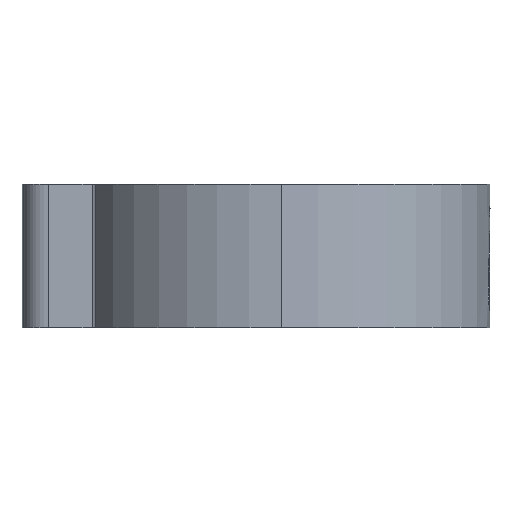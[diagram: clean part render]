
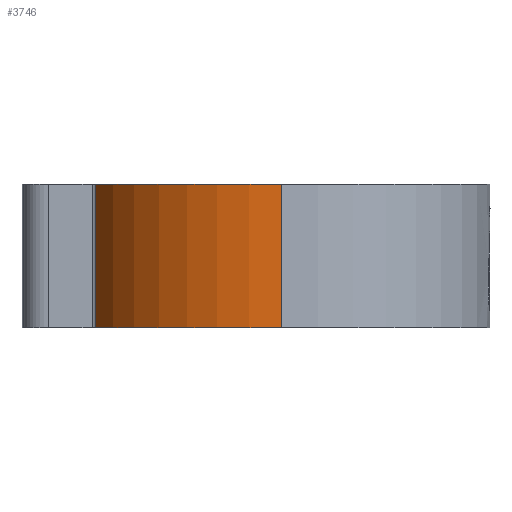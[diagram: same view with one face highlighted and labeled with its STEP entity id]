
A CAD part, left-side view. The second image highlights one B-rep face of the part: STEP entity #3746.
In plain terms, the highlighted cylindrical face has radius 10.15 mm (diameter 20.3 mm), a partial arc.
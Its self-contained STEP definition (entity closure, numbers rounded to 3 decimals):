
#55 = FACE_OUTER_BOUND ( 'NONE', #2252, .T. ) ;
#143 = CARTESIAN_POINT ( 'NONE',  ( 0., 0., -3.5 ) ) ;
#376 = EDGE_CURVE ( 'NONE', #1016, #2622, #3501, .T. ) ;
#771 = AXIS2_PLACEMENT_3D ( 'NONE', #3071, #4708, #5015 ) ;
#1016 = VERTEX_POINT ( 'NONE', #4040 ) ;
#1082 = ORIENTED_EDGE ( 'NONE', *, *, #2003, .F. ) ;
#1288 = CARTESIAN_POINT ( 'NONE',  ( -4.609, 9.043, -3.5 ) ) ;
#1292 = AXIS2_PLACEMENT_3D ( 'NONE', #143, #4975, #1758 ) ;
#1437 = DIRECTION ( 'NONE',  ( 0., 0., -1. ) ) ;
#1723 = DIRECTION ( 'NONE',  ( 0., 0., -1. ) ) ;
#1758 = DIRECTION ( 'NONE',  ( 1., 0., 0. ) ) ;
#1918 = VERTEX_POINT ( 'NONE', #4239 ) ;
#1961 = ORIENTED_EDGE ( 'NONE', *, *, #2697, .T. ) ;
#2003 = EDGE_CURVE ( 'NONE', #3539, #1918, #5207, .T. ) ;
#2198 = VECTOR ( 'NONE', #1437, 1000. ) ;
#2252 = EDGE_LOOP ( 'NONE', ( #1082, #3583, #2649, #1961 ) ) ;
#2622 = VERTEX_POINT ( 'NONE', #1288 ) ;
#2649 = ORIENTED_EDGE ( 'NONE', *, *, #376, .T. ) ;
#2697 = EDGE_CURVE ( 'NONE', #2622, #1918, #4719, .T. ) ;
#3071 = CARTESIAN_POINT ( 'NONE',  ( 0., 0., 3.5 ) ) ;
#3098 = CARTESIAN_POINT ( 'NONE',  ( -4.609, 9.043, 3.5 ) ) ;
#3112 = VECTOR ( 'NONE', #1723, 1000. ) ;
#3203 = CARTESIAN_POINT ( 'NONE',  ( -10.15, 0., 3.5 ) ) ;
#3261 = CYLINDRICAL_SURFACE ( 'NONE', #4293, 10.15 ) ;
#3501 = LINE ( 'NONE', #3098, #2198 ) ;
#3539 = VERTEX_POINT ( 'NONE', #4038 ) ;
#3582 = DIRECTION ( 'NONE',  ( 0., 0., -1. ) ) ;
#3583 = ORIENTED_EDGE ( 'NONE', *, *, #3912, .F. ) ;
#3746 = ADVANCED_FACE ( 'NONE', ( #55 ), #3261, .T. ) ;
#3870 = CIRCLE ( 'NONE', #771, 10.15 ) ;
#3912 = EDGE_CURVE ( 'NONE', #1016, #3539, #3870, .T. ) ;
#3982 = CARTESIAN_POINT ( 'NONE',  ( 0., 0., 3.5 ) ) ;
#4038 = CARTESIAN_POINT ( 'NONE',  ( -10.15, 0., 3.5 ) ) ;
#4040 = CARTESIAN_POINT ( 'NONE',  ( -4.609, 9.043, 3.5 ) ) ;
#4239 = CARTESIAN_POINT ( 'NONE',  ( -10.15, 0., -3.5 ) ) ;
#4293 = AXIS2_PLACEMENT_3D ( 'NONE', #3982, #3582, #4865 ) ;
#4708 = DIRECTION ( 'NONE',  ( 0., 0., 1. ) ) ;
#4719 = CIRCLE ( 'NONE', #1292, 10.15 ) ;
#4865 = DIRECTION ( 'NONE',  ( -1., 0., 0. ) ) ;
#4975 = DIRECTION ( 'NONE',  ( 0., 0., 1. ) ) ;
#5015 = DIRECTION ( 'NONE',  ( 1., 0., 0. ) ) ;
#5207 = LINE ( 'NONE', #3203, #3112 ) ;
